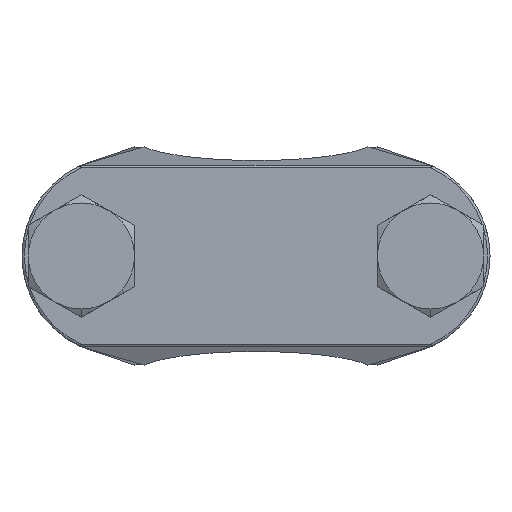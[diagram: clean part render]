
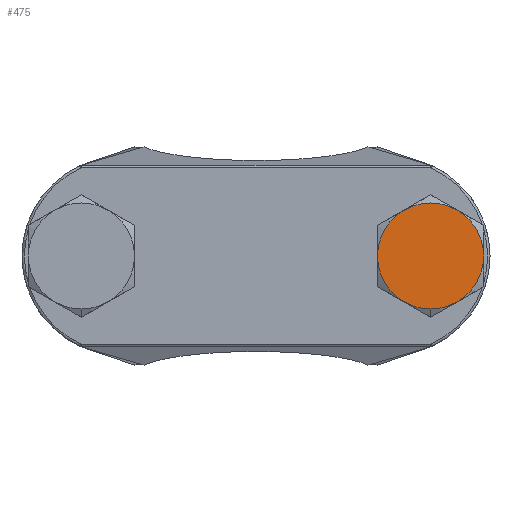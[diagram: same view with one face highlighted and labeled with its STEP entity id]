
A CAD part, front view. The second image highlights one B-rep face of the part: STEP entity #475.
In plain terms, the highlighted planar face has unit normal (0, -1, 0).
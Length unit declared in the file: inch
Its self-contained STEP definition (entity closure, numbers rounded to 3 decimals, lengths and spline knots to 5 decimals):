
#54 = AXIS2_PLACEMENT_3D ( 'NONE', #4313, #1737, #1392 ) ;
#144 = CARTESIAN_POINT ( 'NONE',  ( 0.61062, -0.2763, -0.18944 ) ) ;
#255 = CIRCLE ( 'NONE', #4071, 0.21875 ) ;
#338 = AXIS2_PLACEMENT_3D ( 'NONE', #1985, #2305, #1587 ) ;
#398 = CARTESIAN_POINT ( 'NONE',  ( 0.72, -0.2763, 0. ) ) ;
#475 = ADVANCED_FACE ( 'NONE', ( #4196 ), #4109, .T. ) ;
#801 = VERTEX_POINT ( 'NONE', #1177 ) ;
#803 = EDGE_CURVE ( 'NONE', #1063, #4656, #1120, .T. ) ;
#965 = AXIS2_PLACEMENT_3D ( 'NONE', #1561, #4091, #1930 ) ;
#994 = EDGE_CURVE ( 'NONE', #3262, #1063, #255, .T. ) ;
#1027 = ORIENTED_EDGE ( 'NONE', *, *, #803, .T. ) ;
#1051 = DIRECTION ( 'NONE',  ( 0., -1., 0. ) ) ;
#1063 = VERTEX_POINT ( 'NONE', #1682 ) ;
#1120 = CIRCLE ( 'NONE', #1153, 0.21875 ) ;
#1146 = EDGE_CURVE ( 'NONE', #3325, #3376, #4141, .T. ) ;
#1153 = AXIS2_PLACEMENT_3D ( 'NONE', #398, #1571, #2626 ) ;
#1177 = CARTESIAN_POINT ( 'NONE',  ( 0.50125, -0.2763, 0. ) ) ;
#1293 = DIRECTION ( 'NONE',  ( 0., 0., -1. ) ) ;
#1301 = ORIENTED_EDGE ( 'NONE', *, *, #3342, .T. ) ;
#1302 = CIRCLE ( 'NONE', #4103, 0.21875 ) ;
#1332 = ORIENTED_EDGE ( 'NONE', *, *, #3866, .T. ) ;
#1392 = DIRECTION ( 'NONE',  ( 0., 0., -1. ) ) ;
#1405 = DIRECTION ( 'NONE',  ( 0., 0., -1. ) ) ;
#1456 = DIRECTION ( 'NONE',  ( 0., -1., 0. ) ) ;
#1515 = VERTEX_POINT ( 'NONE', #2975 ) ;
#1549 = EDGE_CURVE ( 'NONE', #801, #3325, #2572, .T. ) ;
#1561 = CARTESIAN_POINT ( 'NONE',  ( 0., -0.2763, 0. ) ) ;
#1571 = DIRECTION ( 'NONE',  ( 0., -1., 0. ) ) ;
#1587 = DIRECTION ( 'NONE',  ( 0., 0., -1. ) ) ;
#1619 = AXIS2_PLACEMENT_3D ( 'NONE', #4329, #1456, #1405 ) ;
#1682 = CARTESIAN_POINT ( 'NONE',  ( 0.93875, -0.2763, 0. ) ) ;
#1733 = ORIENTED_EDGE ( 'NONE', *, *, #994, .T. ) ;
#1737 = DIRECTION ( 'NONE',  ( 0., -1., 0. ) ) ;
#1768 = CIRCLE ( 'NONE', #2568, 0.21875 ) ;
#1919 = CARTESIAN_POINT ( 'NONE',  ( 0.82938, -0.2763, 0.18944 ) ) ;
#1930 = DIRECTION ( 'NONE',  ( 0., 0., -1. ) ) ;
#1985 = CARTESIAN_POINT ( 'NONE',  ( 0.72, -0.2763, 0. ) ) ;
#2049 = DIRECTION ( 'NONE',  ( 0., -1., 0. ) ) ;
#2305 = DIRECTION ( 'NONE',  ( 0., -1., 0. ) ) ;
#2387 = EDGE_LOOP ( 'NONE', ( #2756, #2989, #1733, #1027, #1332, #1301, #4698 ) ) ;
#2479 = CARTESIAN_POINT ( 'NONE',  ( 0.72, -0.2763, 0. ) ) ;
#2568 = AXIS2_PLACEMENT_3D ( 'NONE', #4395, #3281, #3252 ) ;
#2572 = CIRCLE ( 'NONE', #338, 0.21875 ) ;
#2626 = DIRECTION ( 'NONE',  ( 0., 0., -1. ) ) ;
#2756 = ORIENTED_EDGE ( 'NONE', *, *, #1146, .T. ) ;
#2786 = CIRCLE ( 'NONE', #1619, 0.21875 ) ;
#2975 = CARTESIAN_POINT ( 'NONE',  ( 0.61062, -0.2763, 0.18944 ) ) ;
#2989 = ORIENTED_EDGE ( 'NONE', *, *, #3514, .T. ) ;
#3252 = DIRECTION ( 'NONE',  ( 0., 0., -1. ) ) ;
#3262 = VERTEX_POINT ( 'NONE', #3445 ) ;
#3281 = DIRECTION ( 'NONE',  ( 0., -1., 0. ) ) ;
#3325 = VERTEX_POINT ( 'NONE', #144 ) ;
#3342 = EDGE_CURVE ( 'NONE', #1515, #801, #1302, .T. ) ;
#3376 = VERTEX_POINT ( 'NONE', #4689 ) ;
#3445 = CARTESIAN_POINT ( 'NONE',  ( 0.82938, -0.2763, -0.18944 ) ) ;
#3506 = CARTESIAN_POINT ( 'NONE',  ( 0.72, -0.2763, 0. ) ) ;
#3514 = EDGE_CURVE ( 'NONE', #3376, #3262, #1768, .T. ) ;
#3866 = EDGE_CURVE ( 'NONE', #4656, #1515, #2786, .T. ) ;
#4071 = AXIS2_PLACEMENT_3D ( 'NONE', #3506, #2049, #1293 ) ;
#4091 = DIRECTION ( 'NONE',  ( 0., -1., 0. ) ) ;
#4103 = AXIS2_PLACEMENT_3D ( 'NONE', #2479, #1051, #4674 ) ;
#4109 = PLANE ( 'NONE',  #965 ) ;
#4141 = CIRCLE ( 'NONE', #54, 0.21875 ) ;
#4196 = FACE_OUTER_BOUND ( 'NONE', #2387, .T. ) ;
#4313 = CARTESIAN_POINT ( 'NONE',  ( 0.72, -0.2763, 0. ) ) ;
#4329 = CARTESIAN_POINT ( 'NONE',  ( 0.72, -0.2763, 0. ) ) ;
#4395 = CARTESIAN_POINT ( 'NONE',  ( 0.72, -0.2763, 0. ) ) ;
#4656 = VERTEX_POINT ( 'NONE', #1919 ) ;
#4674 = DIRECTION ( 'NONE',  ( 0., 0., -1. ) ) ;
#4689 = CARTESIAN_POINT ( 'NONE',  ( 0.72, -0.2763, -0.21875 ) ) ;
#4698 = ORIENTED_EDGE ( 'NONE', *, *, #1549, .T. ) ;
